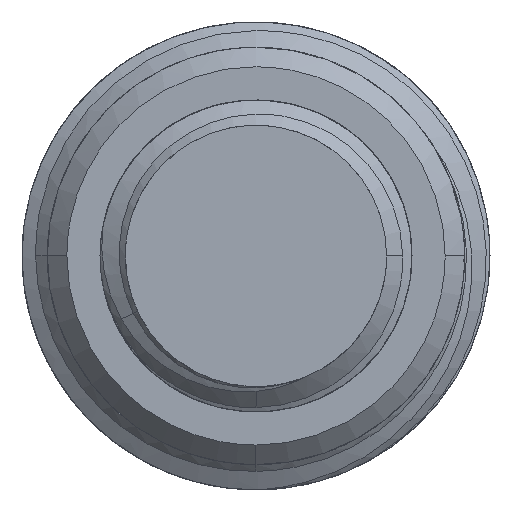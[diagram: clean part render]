
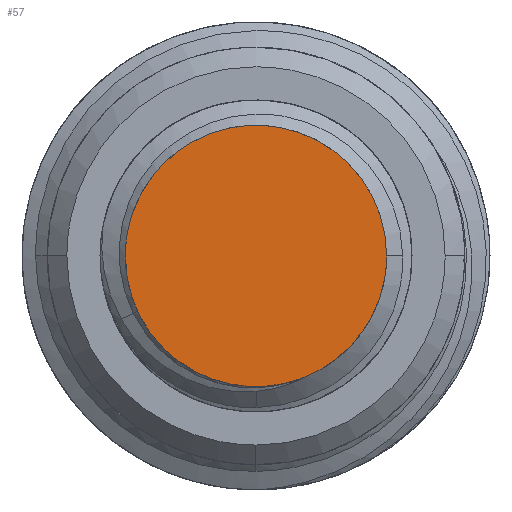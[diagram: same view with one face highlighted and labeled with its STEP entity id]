
A CAD part, front view. The second image highlights one B-rep face of the part: STEP entity #57.
In plain terms, the highlighted free-form (B-spline) face has degree [1, 1] with [2, 2] control points.
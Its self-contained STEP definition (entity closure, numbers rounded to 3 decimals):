
#30=CARTESIAN_POINT('',(9.475,0.,9.475));
#31=CARTESIAN_POINT('',(9.475,0.,-9.475));
#32=CARTESIAN_POINT('',(-9.475,0.,9.475));
#33=CARTESIAN_POINT('',(-9.475,0.,-9.475));
#34=B_SPLINE_SURFACE_WITH_KNOTS('',1,1,((#30,#31),(#32,#33)),.PLANE_SURF.,.F.,.F.,.U.,(2,2),(2,2),(0.,1.),(0.,1.),.UNSPECIFIED.);
#35=CARTESIAN_POINT('',(-3.35,0.,0.));
#36=VERTEX_POINT('',#35);
#37=CARTESIAN_POINT('',(3.35,0.,0.));
#38=VERTEX_POINT('',#37);
#39=CARTESIAN_POINT('',(-3.35,0.,0.));
#40=CARTESIAN_POINT('',(-3.35,0.,-3.35));
#41=CARTESIAN_POINT('',(0.,0.,-3.35));
#42=CARTESIAN_POINT('',(3.35,0.,-3.35));
#43=CARTESIAN_POINT('',(3.35,0.,0.));
#44=(BOUNDED_CURVE()B_SPLINE_CURVE(2,(#39,#40,#41,#42,#43),.CIRCULAR_ARC.,.F.,.U.)B_SPLINE_CURVE_WITH_KNOTS((3,2,3),(0.,0.5,1.),.UNSPECIFIED.)CURVE()GEOMETRIC_REPRESENTATION_ITEM()RATIONAL_B_SPLINE_CURVE((1.,0.707,1.,0.707,1.))REPRESENTATION_ITEM(''));
#45=EDGE_CURVE('',#36,#38,#44,.T.);
#46=ORIENTED_EDGE('',*,*,#45,.T.);
#47=CARTESIAN_POINT('',(3.35,0.,0.));
#48=CARTESIAN_POINT('',(3.35,0.,3.35));
#49=CARTESIAN_POINT('',(0.,0.,3.35));
#50=CARTESIAN_POINT('',(-3.35,0.,3.35));
#51=CARTESIAN_POINT('',(-3.35,0.,0.));
#52=(BOUNDED_CURVE()B_SPLINE_CURVE(2,(#47,#48,#49,#50,#51),.CIRCULAR_ARC.,.F.,.U.)B_SPLINE_CURVE_WITH_KNOTS((3,2,3),(0.,0.5,1.),.UNSPECIFIED.)CURVE()GEOMETRIC_REPRESENTATION_ITEM()RATIONAL_B_SPLINE_CURVE((1.,0.707,1.,0.707,1.))REPRESENTATION_ITEM(''));
#53=EDGE_CURVE('',#38,#36,#52,.T.);
#54=ORIENTED_EDGE('',*,*,#53,.T.);
#55=EDGE_LOOP('',(#46,#54));
#56=FACE_OUTER_BOUND('',#55,.T.);
#57=ADVANCED_FACE('',(#56),#34,.T.);
